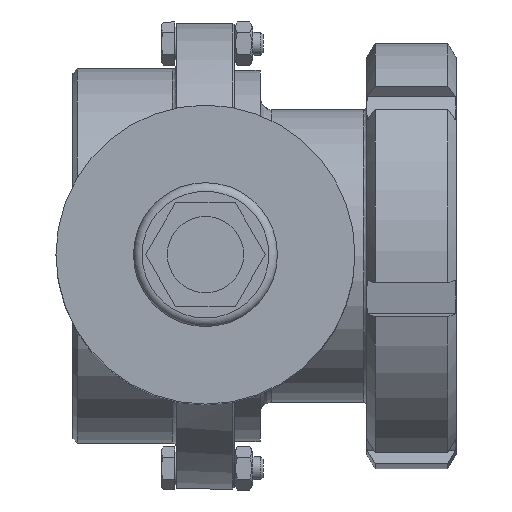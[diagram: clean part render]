
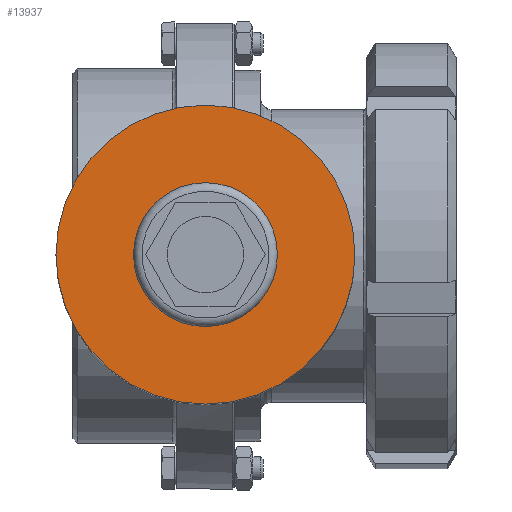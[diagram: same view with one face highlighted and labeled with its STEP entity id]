
A CAD part, top view. The second image highlights one B-rep face of the part: STEP entity #13937.
In plain terms, the highlighted planar face has unit normal (0, 0, 1).
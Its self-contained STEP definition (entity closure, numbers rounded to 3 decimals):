
#13910=CARTESIAN_POINT('',(0.,0.,272.));
#13911=DIRECTION('',(0.0,0.0,-1.0));
#13912=DIRECTION('',(1.0,0.0,0.0));
#13913=AXIS2_PLACEMENT_3D('',#13910,#13911,#13912);
#13914=PLANE('',#13913);
#13915=CARTESIAN_POINT('',(-51.9,0.,272.));
#13916=VERTEX_POINT('',#13915);
#13917=CARTESIAN_POINT('',(0.,0.,272.));
#13918=DIRECTION('',(0.0,0.0,-1.0));
#13919=DIRECTION('',(1.0,0.0,0.0));
#13920=AXIS2_PLACEMENT_3D('',#13917,#13918,#13919);
#13921=CIRCLE('',#13920,51.9);
#13922=EDGE_CURVE('',#13916,#13916,#13921,.T.);
#13923=ORIENTED_EDGE('',*,*,#13922,.F.);
#13924=EDGE_LOOP('',(#13923));
#13925=FACE_OUTER_BOUND('',#13924,.T.);
#13926=CARTESIAN_POINT('',(0.,-25.,272.));
#13927=VERTEX_POINT('',#13926);
#13928=CARTESIAN_POINT('',(0.,0.,272.));
#13929=DIRECTION('',(0.0,0.0,-1.0));
#13930=DIRECTION('',(0.0,-1.0,0.0));
#13931=AXIS2_PLACEMENT_3D('',#13928,#13929,#13930);
#13932=CIRCLE('',#13931,25.0);
#13933=EDGE_CURVE('',#13927,#13927,#13932,.T.);
#13934=ORIENTED_EDGE('',*,*,#13933,.T.);
#13935=EDGE_LOOP('',(#13934));
#13936=FACE_BOUND('',#13935,.T.);
#13937=ADVANCED_FACE('',(#13925,#13936),#13914,.F.);
